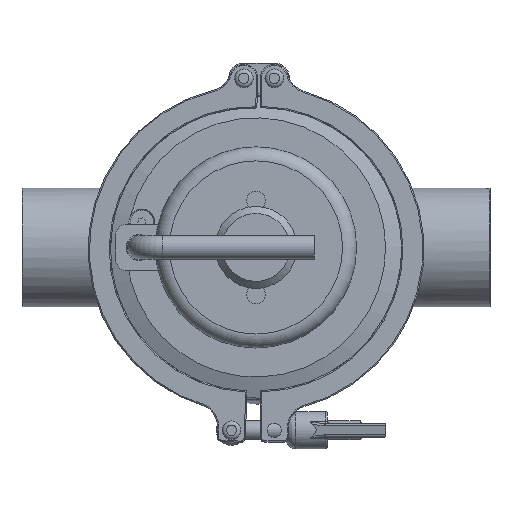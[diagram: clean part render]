
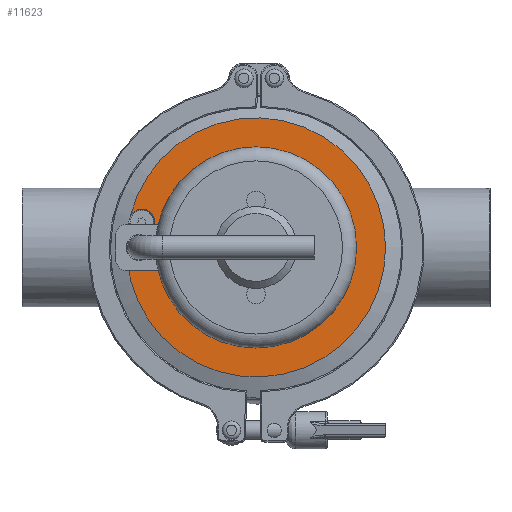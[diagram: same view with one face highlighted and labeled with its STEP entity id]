
A CAD part, front view. The second image highlights one B-rep face of the part: STEP entity #11623.
In plain terms, the highlighted planar face has unit normal (0, -1, 0).
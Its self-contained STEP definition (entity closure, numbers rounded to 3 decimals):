
#106=FACE_BOUND('',#1701,.T.);
#563=PLANE('',#12486);
#964=FACE_OUTER_BOUND('',#1700,.T.);
#1700=EDGE_LOOP('',(#7946,#7947,#7948,#7949,#7950));
#1701=EDGE_LOOP('',(#7951));
#3669=CIRCLE('',#12449,55.384);
#3671=CIRCLE('',#12451,55.384);
#3685=CIRCLE('',#12470,7.);
#3689=CIRCLE('',#12474,7.);
#3697=CIRCLE('',#12485,5.5);
#3698=CIRCLE('',#12487,40.5);
#4660=VERTEX_POINT('',#18644);
#4661=VERTEX_POINT('',#18646);
#4664=VERTEX_POINT('',#18661);
#4689=VERTEX_POINT('',#18803);
#4694=VERTEX_POINT('',#18815);
#4699=VERTEX_POINT('',#18846);
#5878=EDGE_CURVE('',#4660,#4661,#3669,.T.);
#5882=EDGE_CURVE('',#4664,#4660,#3671,.T.);
#5911=EDGE_CURVE('',#4689,#4661,#3685,.T.);
#5918=EDGE_CURVE('',#4694,#4689,#3689,.T.);
#5929=EDGE_CURVE('',#4664,#4694,#3697,.T.);
#5930=EDGE_CURVE('',#4699,#4699,#3698,.T.);
#7946=ORIENTED_EDGE('',*,*,#5918,.T.);
#7947=ORIENTED_EDGE('',*,*,#5911,.T.);
#7948=ORIENTED_EDGE('',*,*,#5878,.F.);
#7949=ORIENTED_EDGE('',*,*,#5882,.F.);
#7950=ORIENTED_EDGE('',*,*,#5929,.T.);
#7951=ORIENTED_EDGE('',*,*,#5930,.T.);
#11623=ADVANCED_FACE('',(#964,#106),#563,.T.);
#12449=AXIS2_PLACEMENT_3D('',#18647,#14330,#14331);
#12451=AXIS2_PLACEMENT_3D('',#18668,#14334,#14335);
#12470=AXIS2_PLACEMENT_3D('',#18804,#14377,#14378);
#12474=AXIS2_PLACEMENT_3D('',#18816,#14388,#14389);
#12485=AXIS2_PLACEMENT_3D('',#18844,#14411,#14412);
#12486=AXIS2_PLACEMENT_3D('',#18845,#14413,#14414);
#12487=AXIS2_PLACEMENT_3D('',#18847,#14415,#14416);
#14330=DIRECTION('center_axis',(0.,1.,0.));
#14331=DIRECTION('ref_axis',(-1.,0.,0.));
#14334=DIRECTION('center_axis',(0.,1.,0.));
#14335=DIRECTION('ref_axis',(-1.,0.,0.));
#14377=DIRECTION('center_axis',(0.,1.,0.));
#14378=DIRECTION('ref_axis',(-1.,0.,0.));
#14388=DIRECTION('center_axis',(0.,1.,0.));
#14389=DIRECTION('ref_axis',(-1.,0.,0.));
#14411=DIRECTION('center_axis',(0.,1.,0.));
#14412=DIRECTION('ref_axis',(-1.,0.,0.));
#14413=DIRECTION('center_axis',(0.,-1.,0.));
#14414=DIRECTION('ref_axis',(0.,0.,
1.));
#14415=DIRECTION('center_axis',(0.,1.,0.));
#14416=DIRECTION('ref_axis',(-1.,0.,0.));
#18644=CARTESIAN_POINT('',(55.384,-45.7,0.));
#18646=CARTESIAN_POINT('',(-55.184,-45.7,-4.704));
#18647=CARTESIAN_POINT('Origin',(0.,-45.7,
0.));
#18661=CARTESIAN_POINT('',(-53.772,-45.7,13.262));
#18668=CARTESIAN_POINT('Origin',(0.,-45.7,
0.));
#18803=CARTESIAN_POINT('',(-43.,-45.7,0.));
#18804=CARTESIAN_POINT('Origin',(-50.,-45.7,0.));
#18815=CARTESIAN_POINT('',(-46.378,-45.7,5.99));
#18816=CARTESIAN_POINT('Origin',(-50.,-45.7,0.));
#18844=CARTESIAN_POINT('Origin',(-48.79,-45.7,10.933));
#18845=CARTESIAN_POINT('Origin',(-47.942,-45.7,0.));
#18846=CARTESIAN_POINT('',(0.,-45.7,40.5));
#18847=CARTESIAN_POINT('Origin',(0.,-45.7,
0.));
